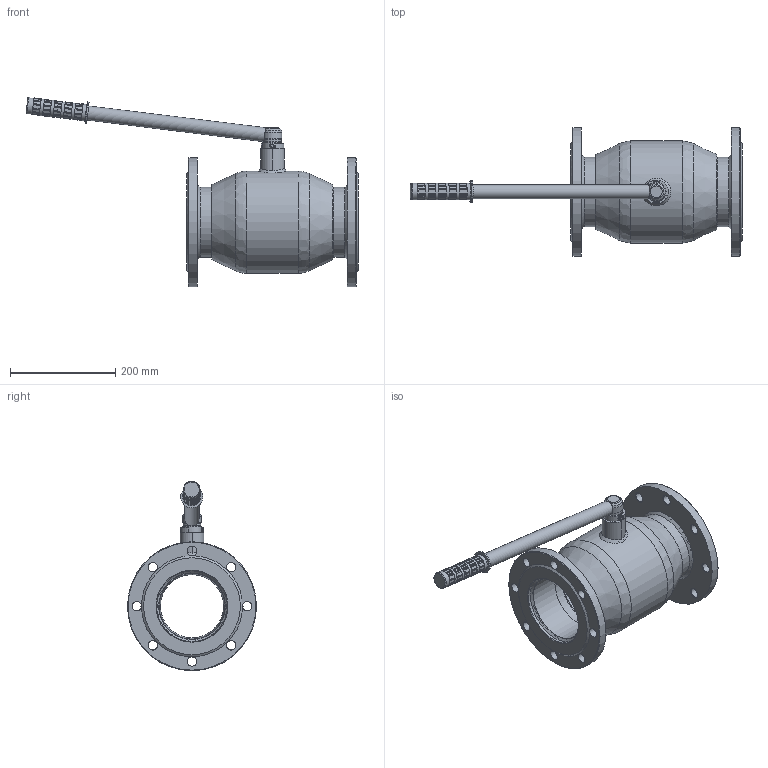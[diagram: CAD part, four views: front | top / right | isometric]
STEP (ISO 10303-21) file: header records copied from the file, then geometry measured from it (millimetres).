
FILE_DESCRIPTION(('TFLEX Exchange Step'),'2;1');
FILE_NAME('065N9629 - Кран шаровой Basic DN125.stp', '2023-08-30T11:31:17+03:00',('RUCO3277'),('Unknown organisation'),'TFLEX Exchange 2022.1','T-FLEX CAD','Unknown authorisation');
FILE_SCHEMA( ('AUTOMOTIVE_DESIGN { 1 0 10303 214 1 1 1 1 }') );
Length unit declared in the file: millimetre
Products named in the file (12): 21125022 - Штифт; 54XXX038 - Фланец плоский; 50125428 - Грипса; 24125434 - Рукоятка; 24125435 - Головка рукоятки; 24125433 - Рукоятка с головкой; 24125430 - Рукоятка с грипсой; 24125432 - Патрубок; 24125427 - Шток; 24125406 - Корпус штока; 24125009-B2 - Корпус (гнутый); 065N9629 - Кран шаровой Basic DN125
Assembly tree (11 placements, depth 4):
  065N9629 - Кран шаровой Basic DN125
    21125022 - Штифт
    54XXX038 - Фланец плоский
    24125430 - Рукоятка с грипсой
      50125428 - Грипса
      24125433 - Рукоятка с головкой
        24125434 - Рукоятка
        24125435 - Головка рукоятки
    24125432 - Патрубок
    24125427 - Шток
    24125406 - Корпус штока
    24125009-B2 - Корпус (гнутый)
Bounding box: 630.86 x 245 x 359.89 mm (x, y, z)
Volume: 2451661.8 mm3; surface area: 776228.9 mm2
Topology: 20 solids, 20 shells, 536 faces, 1306 edges, 844 vertices
Faces by surface type: plane 361, cylinder 72, cone 49, torus 31, bspline 23
Full cylindrical faces by diameter (mm): 10 x1, 10.3 x2, 18 x16, 21.2 x1, 24 x4, 24.1 x1, 25.5 x1, 26.8 x1, 28 x4, 30 x1, 31.9 x1, 34 x1, 36 x2, 36.6 x1, 41.9 x1, 120 x2, 124 x2, 125 x2, 128 x2, 133 x2, 134.5 x2, 182 x1, 194 x1, 245 x2
Entity records: 23183 total; most frequent: CARTESIAN_POINT 10061, DIRECTION 2720, ORIENTED_EDGE 2568, EDGE_CURVE 1284, AXIS2_PLACEMENT_3D 972, VERTEX_POINT 844, VECTOR 776, LINE 776
